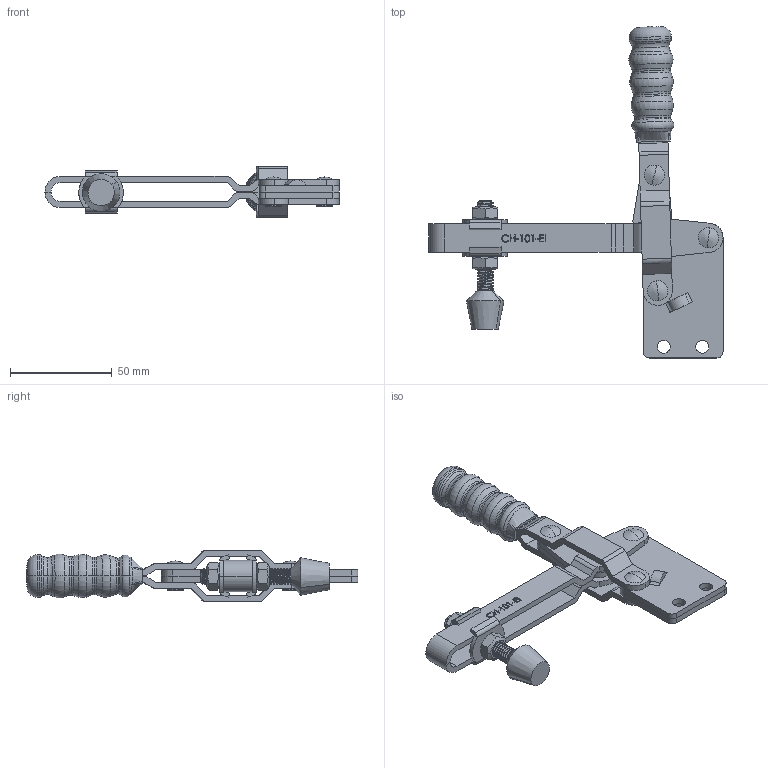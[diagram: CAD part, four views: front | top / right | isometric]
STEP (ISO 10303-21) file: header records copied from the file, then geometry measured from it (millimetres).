
FILE_DESCRIPTION (( 'STEP AP203' ), '1' );
FILE_NAME ('CH-101-EI.STEP', '2017-11-05T02:10:53', ( 'Windows' ), ( 'Microsoft' ), 'SwSTEP 2.0', 'SolidWorks 2015', '' );
FILE_SCHEMA (( 'CONFIG_CONTROL_DESIGN' ));
Length unit declared in the file: millimetre
Products named in the file (10): CH-101-D-04 CONNECTING-PLATE; CH-FC-56212 Nut; CH-FC-56212 SPINDLE SUPPLIED; CH-FW-516; CH-101-EI-01 STRAIGHT BASE; CH-101-EI; CH-101-EI-02 LONG U-BAR; CH-101-D-03 STRAIGHT HANDLE; CH-101-D-05; CH-101-D-06
Assembly tree (15 placements, depth 2):
  CH-101-EI
    CH-101-EI-01 STRAIGHT BASE
    CH-101-EI-02 LONG U-BAR
    CH-101-D-03 STRAIGHT HANDLE
    CH-101-D-05  x4
    CH-101-D-06
    CH-101-D-04 CONNECTING-PLATE  x2
    CH-FC-56212 Nut  x2
    CH-FC-56212 SPINDLE SUPPLIED
    CH-FW-516  x2
Bounding box: 144.9 x 163.55 x 24.99 mm (x, y, z)
Volume: 67649.3 mm3; surface area: 52615 mm2
Topology: 19 solids, 19 shells, 834 faces, 2219 edges, 1437 vertices
Faces by surface type: plane 311, cylinder 244, bspline 172, cone 55, torus 52
Entity records: 33502 total; most frequent: CARTESIAN_POINT 15463, ORIENTED_EDGE 3870, DIRECTION 2934, EDGE_CURVE 1935, VERTEX_POINT 1269, LINE 1054, VECTOR 1054, AXIS2_PLACEMENT_3D 940
